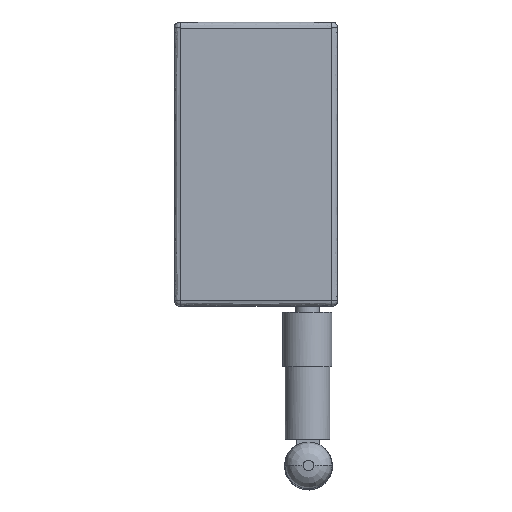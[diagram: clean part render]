
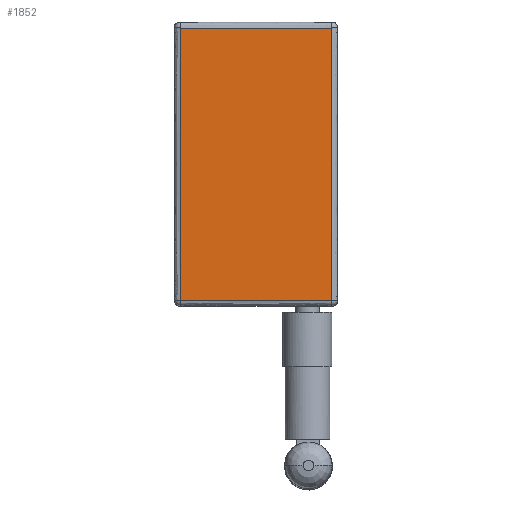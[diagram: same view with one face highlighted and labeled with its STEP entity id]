
A CAD part, top view. The second image highlights one B-rep face of the part: STEP entity #1852.
In plain terms, the highlighted free-form (B-spline) face has degree [1, 1] with [2, 2] control points.
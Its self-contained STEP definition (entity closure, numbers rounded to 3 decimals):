
#1555 = VERTEX_POINT('',#1556);
#1556 = CARTESIAN_POINT('',(13.503,-24.306,
    10.803));
#1574 = EDGE_CURVE('',#1555,#1575,#1577,.T.);
#1575 = VERTEX_POINT('',#1576);
#1576 = CARTESIAN_POINT('',(-13.503,-24.306,
    10.803));
#1577 = B_SPLINE_CURVE_WITH_KNOTS('',1,(#1578,#1579),.UNSPECIFIED.,.F.,
  .F.,(2,2),(1.,26.),.PIECEWISE_BEZIER_KNOTS.);
#1578 = CARTESIAN_POINT('',(13.503,-24.306,
    10.803));
#1579 = CARTESIAN_POINT('',(-13.503,-24.306,
    10.803));
#1852 = ADVANCED_FACE('',(#1853),#1875,.T.);
#1853 = FACE_BOUND('',#1854,.T.);
#1854 = EDGE_LOOP('',(#1855,#1862,#1863,#1870));
#1855 = ORIENTED_EDGE('',*,*,#1856,.F.);
#1856 = EDGE_CURVE('',#1575,#1857,#1859,.T.);
#1857 = VERTEX_POINT('',#1858);
#1858 = CARTESIAN_POINT('',(-13.503,24.306,
    10.803));
#1859 = B_SPLINE_CURVE_WITH_KNOTS('',1,(#1860,#1861),.UNSPECIFIED.,.F.,
  .F.,(2,2),(-22.5,22.5),.PIECEWISE_BEZIER_KNOTS.);
#1860 = CARTESIAN_POINT('',(-13.503,-24.306,
    10.803));
#1861 = CARTESIAN_POINT('',(-13.503,24.306,
    10.803));
#1862 = ORIENTED_EDGE('',*,*,#1574,.F.);
#1863 = ORIENTED_EDGE('',*,*,#1864,.F.);
#1864 = EDGE_CURVE('',#1865,#1555,#1867,.T.);
#1865 = VERTEX_POINT('',#1866);
#1866 = CARTESIAN_POINT('',(13.503,24.306,
    10.803));
#1867 = B_SPLINE_CURVE_WITH_KNOTS('',1,(#1868,#1869),.UNSPECIFIED.,.F.,
  .F.,(2,2),(-22.5,22.5),.PIECEWISE_BEZIER_KNOTS.);
#1868 = CARTESIAN_POINT('',(13.503,24.306,
    10.803));
#1869 = CARTESIAN_POINT('',(13.503,-24.306,
    10.803));
#1870 = ORIENTED_EDGE('',*,*,#1871,.F.);
#1871 = EDGE_CURVE('',#1857,#1865,#1872,.T.);
#1872 = B_SPLINE_CURVE_WITH_KNOTS('',1,(#1873,#1874),.UNSPECIFIED.,.F.,
  .F.,(2,2),(-12.5,12.5),.PIECEWISE_BEZIER_KNOTS.);
#1873 = CARTESIAN_POINT('',(-13.503,24.306,
    10.803));
#1874 = CARTESIAN_POINT('',(13.503,24.306,
    10.803));
#1875 = B_SPLINE_SURFACE_WITH_KNOTS('',1,1,(
    (#1876,#1877)
    ,(#1878,#1879
    )),.UNSPECIFIED.,.F.,.F.,.F.,(2,2),(2,2),(-12.5,12.5),(-22.5,22.5),
  .PIECEWISE_BEZIER_KNOTS.);
#1876 = CARTESIAN_POINT('',(-13.503,-24.306,
    10.803));
#1877 = CARTESIAN_POINT('',(-13.503,24.306,
    10.803));
#1878 = CARTESIAN_POINT('',(13.503,-24.306,
    10.803));
#1879 = CARTESIAN_POINT('',(13.503,24.306,
    10.803));
